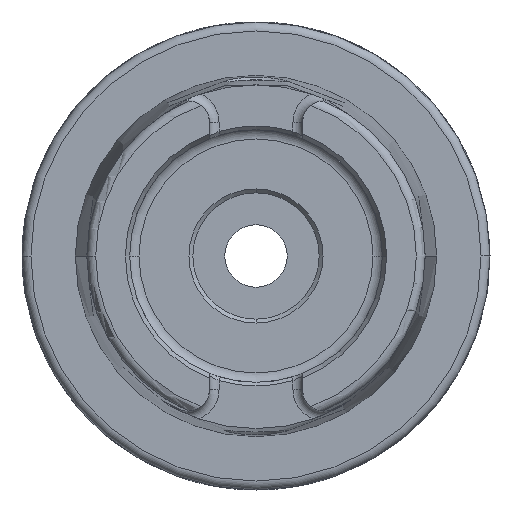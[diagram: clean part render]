
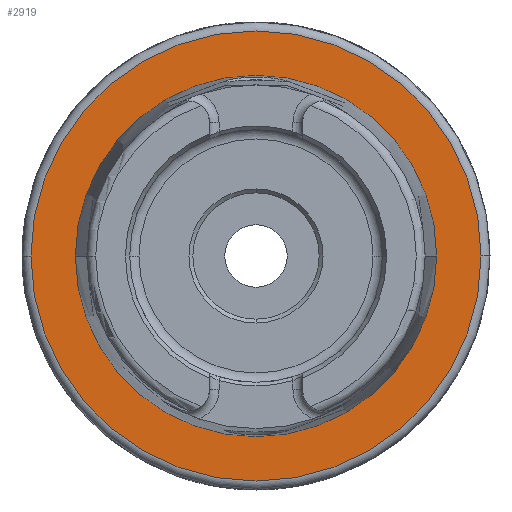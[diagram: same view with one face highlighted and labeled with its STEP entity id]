
A CAD part, left-side view. The second image highlights one B-rep face of the part: STEP entity #2919.
In plain terms, the highlighted planar face has unit normal (-1, 0, 0).
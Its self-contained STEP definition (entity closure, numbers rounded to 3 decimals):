
#132 = PLANE ( 'NONE',  #307 ) ;
#307 = AXIS2_PLACEMENT_3D ( 'NONE', #313, #3748, #3919 ) ;
#313 = CARTESIAN_POINT ( 'NONE',  ( 0., 24.321, 0. ) ) ;
#466 = CARTESIAN_POINT ( 'NONE',  ( 0., 0., 0. ) ) ;
#643 = DIRECTION ( 'NONE',  ( 0., 1., 0. ) ) ;
#690 = CARTESIAN_POINT ( 'NONE',  ( 0., 24.321, 0. ) ) ;
#1412 = VERTEX_POINT ( 'NONE', #690 ) ;
#2054 = EDGE_CURVE ( 'NONE', #4141, #3330, #7943, .T. ) ;
#2424 = ORIENTED_EDGE ( 'NONE', *, *, #4828, .T. ) ;
#2919 = ADVANCED_FACE ( 'NONE', ( #5630, #10206 ), #132, .T. ) ;
#3055 = AXIS2_PLACEMENT_3D ( 'NONE', #6826, #4931, #4046 ) ;
#3062 = AXIS2_PLACEMENT_3D ( 'NONE', #9342, #4120, #11527 ) ;
#3330 = VERTEX_POINT ( 'NONE', #6558 ) ;
#3748 = DIRECTION ( 'NONE',  ( -1., 0., 0. ) ) ;
#3785 = VERTEX_POINT ( 'NONE', #6970 ) ;
#3919 = DIRECTION ( 'NONE',  ( 0., -1., 0. ) ) ;
#3990 = EDGE_LOOP ( 'NONE', ( #2424, #6476 ) ) ;
#4046 = DIRECTION ( 'NONE',  ( 0., 1., 0. ) ) ;
#4120 = DIRECTION ( 'NONE',  ( 1., 0., 0. ) ) ;
#4141 = VERTEX_POINT ( 'NONE', #9865 ) ;
#4396 = EDGE_CURVE ( 'NONE', #3330, #4141, #5695, .T. ) ;
#4828 = EDGE_CURVE ( 'NONE', #1412, #3785, #6651, .T. ) ;
#4931 = DIRECTION ( 'NONE',  ( 1., 0., 0. ) ) ;
#5630 = FACE_BOUND ( 'NONE', #3990, .T. ) ;
#5695 = CIRCLE ( 'NONE', #3055, 30.3 ) ;
#6476 = ORIENTED_EDGE ( 'NONE', *, *, #10703, .T. ) ;
#6558 = CARTESIAN_POINT ( 'NONE',  ( 0., 30.3, 0. ) ) ;
#6583 = CARTESIAN_POINT ( 'NONE',  ( 0., 0., 0. ) ) ;
#6651 = CIRCLE ( 'NONE', #3062, 24.321 ) ;
#6826 = CARTESIAN_POINT ( 'NONE',  ( 0., 0., 0. ) ) ;
#6970 = CARTESIAN_POINT ( 'NONE',  ( 0., -24.321, 0. ) ) ;
#7384 = AXIS2_PLACEMENT_3D ( 'NONE', #466, #11411, #643 ) ;
#7943 = CIRCLE ( 'NONE', #7384, 30.3 ) ;
#8430 = DIRECTION ( 'NONE',  ( 0., 1., 0. ) ) ;
#9308 = DIRECTION ( 'NONE',  ( 1., 0., 0. ) ) ;
#9342 = CARTESIAN_POINT ( 'NONE',  ( 0., 0., 0. ) ) ;
#9777 = ORIENTED_EDGE ( 'NONE', *, *, #4396, .F. ) ;
#9865 = CARTESIAN_POINT ( 'NONE',  ( 0., -30.3, 0. ) ) ;
#10206 = FACE_OUTER_BOUND ( 'NONE', #11697, .T. ) ;
#10610 = CIRCLE ( 'NONE', #10805, 24.321 ) ;
#10703 = EDGE_CURVE ( 'NONE', #3785, #1412, #10610, .T. ) ;
#10805 = AXIS2_PLACEMENT_3D ( 'NONE', #6583, #9308, #8430 ) ;
#11235 = ORIENTED_EDGE ( 'NONE', *, *, #2054, .F. ) ;
#11411 = DIRECTION ( 'NONE',  ( 1., 0., 0. ) ) ;
#11527 = DIRECTION ( 'NONE',  ( 0., 1., 0. ) ) ;
#11697 = EDGE_LOOP ( 'NONE', ( #9777, #11235 ) ) ;
